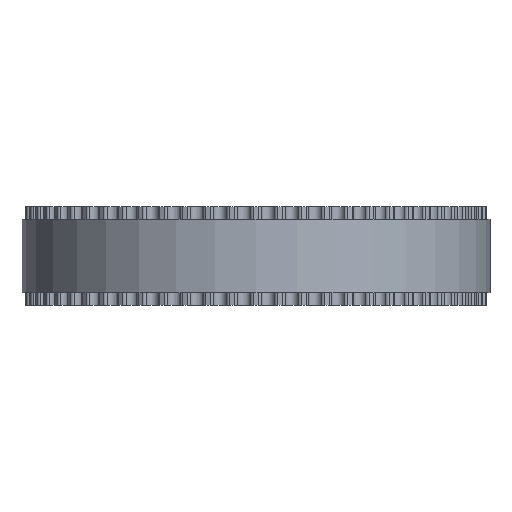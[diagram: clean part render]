
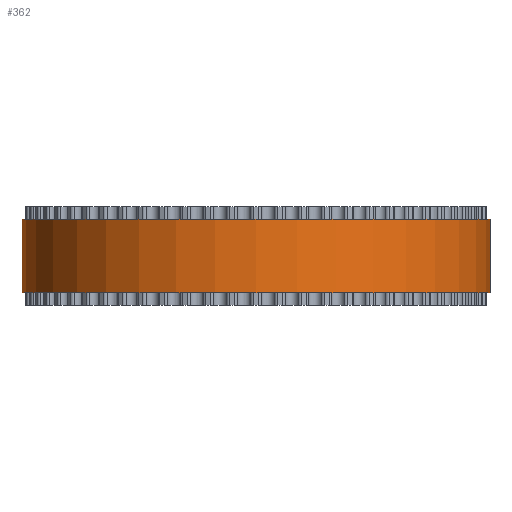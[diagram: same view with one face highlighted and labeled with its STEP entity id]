
A CAD part, front view. The second image highlights one B-rep face of the part: STEP entity #362.
In plain terms, the highlighted cylindrical face has radius 19.099 mm (diameter 38.197 mm), a full revolution.
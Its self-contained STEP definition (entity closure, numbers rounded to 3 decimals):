
#97=FACE_BOUND('',#1088,.T.);
#98=FACE_BOUND('',#1089,.T.);
#362=ADVANCED_FACE('',(#97,#98),#603,.T.);
#603=CYLINDRICAL_SURFACE('',#5423,19.099);
#1088=EDGE_LOOP('',(#3010));
#1089=EDGE_LOOP('',(#3011));
#3010=ORIENTED_EDGE('',*,*,#4214,.T.);
#3011=ORIENTED_EDGE('',*,*,#4215,.T.);
#3492=VERTEX_POINT('',#8560);
#3493=VERTEX_POINT('',#8562);
#4214=EDGE_CURVE('',#3492,#3492,#4696,.T.);
#4215=EDGE_CURVE('',#3493,#3493,#4697,.T.);
#4696=CIRCLE('',#5421,19.099);
#4697=CIRCLE('',#5422,19.099);
#5421=AXIS2_PLACEMENT_3D('',#8559,#7110,#7111);
#5422=AXIS2_PLACEMENT_3D('',#8561,#7112,#7113);
#5423=AXIS2_PLACEMENT_3D('',#8563,#7114,#7115);
#7110=DIRECTION('',(0.,0.,1.));
#7111=DIRECTION('',(1.,0.,0.));
#7112=DIRECTION('',(0.,0.,-1.));
#7113=DIRECTION('',(1.,0.,0.));
#7114=DIRECTION('',(0.,0.,1.));
#7115=DIRECTION('',(1.,0.,0.));
#8559=CARTESIAN_POINT('',(0.,0.,1.));
#8560=CARTESIAN_POINT('',(19.099,0.,1.));
#8561=CARTESIAN_POINT('',(0.,0.,7.));
#8562=CARTESIAN_POINT('',(19.099,0.,7.));
#8563=CARTESIAN_POINT('',(0.,0.,1.));
